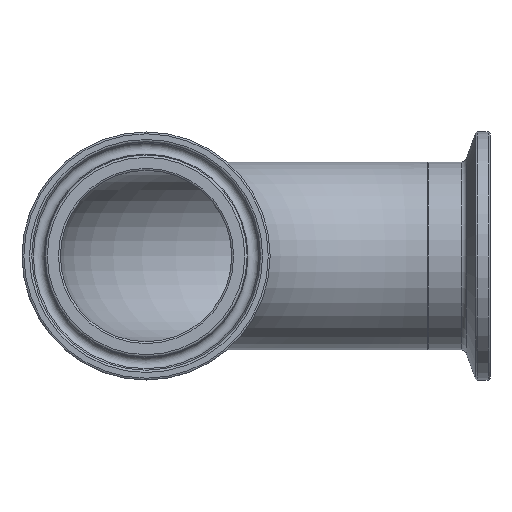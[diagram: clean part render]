
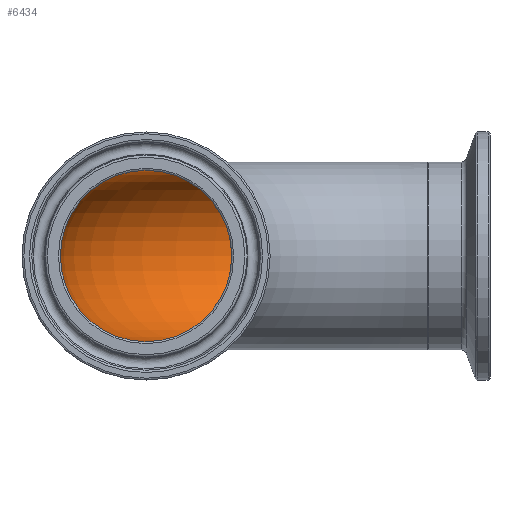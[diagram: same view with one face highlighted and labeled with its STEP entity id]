
A CAD part, front view. The second image highlights one B-rep face of the part: STEP entity #6434.
In plain terms, the highlighted toroidal (fillet/blend) face has major radius 57.15 mm and minor radius 17.399 mm.
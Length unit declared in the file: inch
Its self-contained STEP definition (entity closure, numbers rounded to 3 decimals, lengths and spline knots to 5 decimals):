
#29=CIRCLE('',#6649,0.685);
#30=CIRCLE('',#6650,0.685);
#101=FACE_BOUND('',#1803,.T.);
#1395=FACE_OUTER_BOUND('',#1802,.T.);
#1802=EDGE_LOOP('',(#5910));
#1803=EDGE_LOOP('',(#5911));
#3097=VERTEX_POINT('',#14533);
#3098=VERTEX_POINT('',#14535);
#4049=EDGE_CURVE('',#3097,#3097,#29,.T.);
#4050=EDGE_CURVE('',#3098,#3098,#30,.T.);
#5910=ORIENTED_EDGE('',*,*,#4049,.F.);
#5911=ORIENTED_EDGE('',*,*,#4050,.F.);
#6020=TOROIDAL_SURFACE('',#6648,2.25,0.685);
#6434=ADVANCED_FACE('',(#1395,#101),#6020,.F.);
#6648=AXIS2_PLACEMENT_3D('',#14532,#7374,#7375);
#6649=AXIS2_PLACEMENT_3D('',#14534,#7376,#7377);
#6650=AXIS2_PLACEMENT_3D('',#14536,#7378,#7379);
#7374=DIRECTION('center_axis',(0.,0.,
-1.));
#7375=DIRECTION('ref_axis',(-1.,0.,0.));
#7376=DIRECTION('center_axis',(-1.,0.,0.));
#7377=DIRECTION('ref_axis',(0.,1.,0.));
#7378=DIRECTION('center_axis',(0.,1.,0.));
#7379=DIRECTION('ref_axis',(-1.,0.,0.));
#14532=CARTESIAN_POINT('Origin',(5.005,0.,-2.25));
#14533=CARTESIAN_POINT('',(5.005,2.935,-2.25));
#14534=CARTESIAN_POINT('Origin',(5.005,2.25,-2.25));
#14535=CARTESIAN_POINT('',(2.07,0.,-2.25));
#14536=CARTESIAN_POINT('Origin',(2.755,0.,-2.25));
